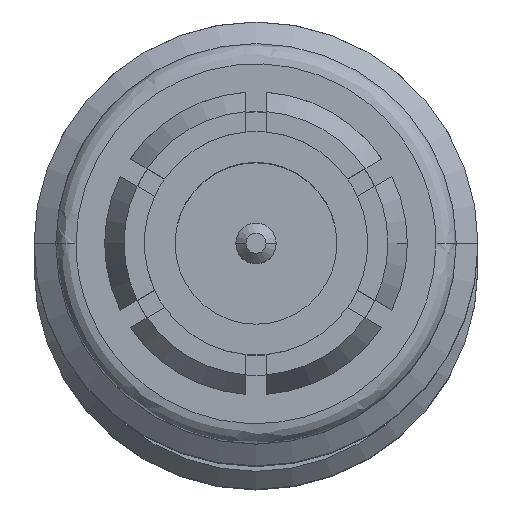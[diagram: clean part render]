
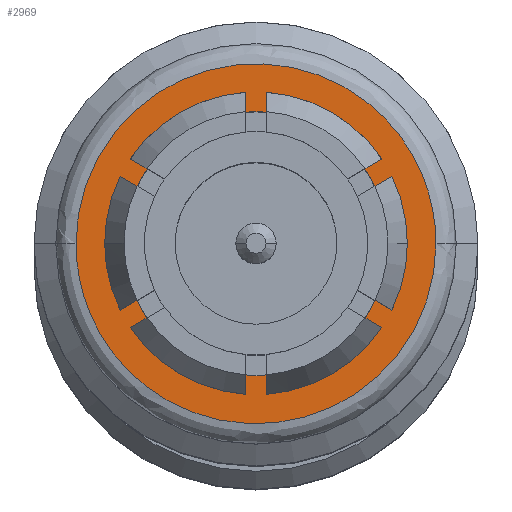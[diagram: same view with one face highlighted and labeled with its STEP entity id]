
A CAD part, top view. The second image highlights one B-rep face of the part: STEP entity #2969.
In plain terms, the highlighted face is planar.
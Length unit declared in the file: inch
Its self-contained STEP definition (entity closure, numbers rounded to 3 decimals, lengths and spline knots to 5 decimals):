
#202 = ORIENTED_EDGE ( 'NONE', *, *, #2127, .F. ) ;
#311 = FACE_BOUND ( 'NONE', #1050, .T. ) ;
#411 = CARTESIAN_POINT ( 'NONE',  ( 0.16462, 0., 0.06522 ) ) ;
#522 = CARTESIAN_POINT ( 'NONE',  ( 0.16462, 0.1779, -0.08895 ) ) ;
#733 = CARTESIAN_POINT ( 'NONE',  ( 0.16462, 0., 0.08895 ) ) ;
#747 = CIRCLE ( 'NONE', #3155, 0.06522 ) ;
#749 = EDGE_LOOP ( 'NONE', ( #3912, #1692 ) ) ;
#820 = DIRECTION ( 'NONE',  ( 0., 0., 1. ) ) ;
#1013 = CIRCLE ( 'NONE', #1292, 0.06522 ) ;
#1027 = VERTEX_POINT ( 'NONE', #1535 ) ;
#1029 = CARTESIAN_POINT ( 'NONE',  ( 0.16462, -0.1779, -0.08895 ) ) ;
#1050 = EDGE_LOOP ( 'NONE', ( #202, #3814 ) ) ;
#1062 = CARTESIAN_POINT ( 'NONE',  ( 0.16462, 0., -0.08895 ) ) ;
#1124 = CARTESIAN_POINT ( 'NONE',  ( 0.16462, 0., -0.08895 ) ) ;
#1292 = AXIS2_PLACEMENT_3D ( 'NONE', #2739, #1445, #820 ) ;
#1445 = DIRECTION ( 'NONE',  ( -1., 0., 0. ) ) ;
#1535 = CARTESIAN_POINT ( 'NONE',  ( 0.16462, 0., -0.06522 ) ) ;
#1692 = ORIENTED_EDGE ( 'NONE', *, *, #3105, .F. ) ;
#1732 = CARTESIAN_POINT ( 'NONE',  ( 0.16462, 0., 0.08895 ) ) ;
#1807 = DIRECTION ( 'NONE',  ( -1., 0., 0. ) ) ;
#2127 = EDGE_CURVE ( 'NONE', #1027, #3442, #1013, .T. ) ;
#2233 = EDGE_CURVE ( 'NONE', #2408, #3434, #3498, .T. ) ;
#2408 = VERTEX_POINT ( 'NONE', #1062 ) ;
#2414 = CARTESIAN_POINT ( 'NONE',  ( 0.16462, 0., 0. ) ) ;
#2739 = CARTESIAN_POINT ( 'NONE',  ( 0.16462, 0., 0. ) ) ;
#2911 = CARTESIAN_POINT ( 'NONE',  ( 0.16462, 0.06885, 0. ) ) ;
#2969 = ADVANCED_FACE ( 'NONE', ( #311, #3201 ), #4188, .F. ) ;
#3045 = CARTESIAN_POINT ( 'NONE',  ( 0.16462, 0., 0.08895 ) ) ;
#3092 = DIRECTION ( 'NONE',  ( 0., 0., 1. ) ) ;
#3105 = EDGE_CURVE ( 'NONE', #3434, #2408, #4189, .T. ) ;
#3155 = AXIS2_PLACEMENT_3D ( 'NONE', #2414, #1807, #3092 ) ;
#3201 = FACE_OUTER_BOUND ( 'NONE', #749, .T. ) ;
#3257 = EDGE_CURVE ( 'NONE', #3442, #1027, #747, .T. ) ;
#3434 = VERTEX_POINT ( 'NONE', #733 ) ;
#3442 = VERTEX_POINT ( 'NONE', #411 ) ;
#3498 =( BOUNDED_CURVE ( )  B_SPLINE_CURVE ( 3, ( #1124, #522, #3735, #3045 ),
 .UNSPECIFIED., .F., .T. ) 
 B_SPLINE_CURVE_WITH_KNOTS ( ( 4, 4 ),
 ( 0., 1. ),
 .UNSPECIFIED. ) 
 CURVE ( )  GEOMETRIC_REPRESENTATION_ITEM ( )  RATIONAL_B_SPLINE_CURVE ( ( 1., 0.333, 0.333, 1. ) ) 
 REPRESENTATION_ITEM ( '' )  );
#3604 = DIRECTION ( 'NONE',  ( 1., 0., 0. ) ) ;
#3735 = CARTESIAN_POINT ( 'NONE',  ( 0.16462, 0.1779, 0.08895 ) ) ;
#3814 = ORIENTED_EDGE ( 'NONE', *, *, #3257, .F. ) ;
#3864 = DIRECTION ( 'NONE',  ( 0., 0., -1. ) ) ;
#3912 = ORIENTED_EDGE ( 'NONE', *, *, #2233, .F. ) ;
#3990 = CARTESIAN_POINT ( 'NONE',  ( 0.16462, -0.1779, 0.08895 ) ) ;
#4034 = CARTESIAN_POINT ( 'NONE',  ( 0.16462, 0., -0.08895 ) ) ;
#4188 = PLANE ( 'NONE',  #4206 ) ;
#4189 =( BOUNDED_CURVE ( )  B_SPLINE_CURVE ( 3, ( #1732, #3990, #1029, #4034 ),
 .UNSPECIFIED., .F., .T. ) 
 B_SPLINE_CURVE_WITH_KNOTS ( ( 4, 4 ),
 ( 0., 1. ),
 .UNSPECIFIED. ) 
 CURVE ( )  GEOMETRIC_REPRESENTATION_ITEM ( )  RATIONAL_B_SPLINE_CURVE ( ( 1., 0.333, 0.333, 1. ) ) 
 REPRESENTATION_ITEM ( '' )  );
#4206 = AXIS2_PLACEMENT_3D ( 'NONE', #2911, #3604, #3864 ) ;
